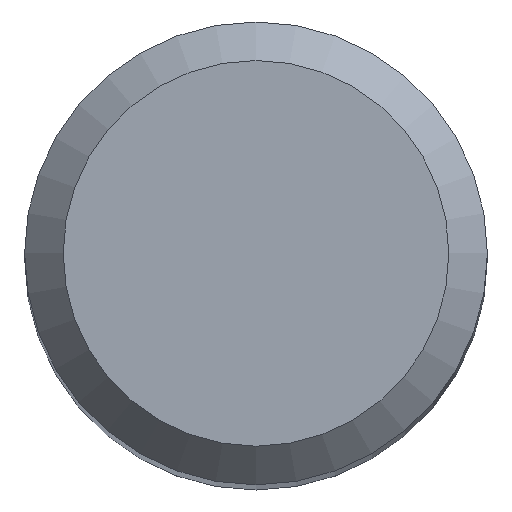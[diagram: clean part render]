
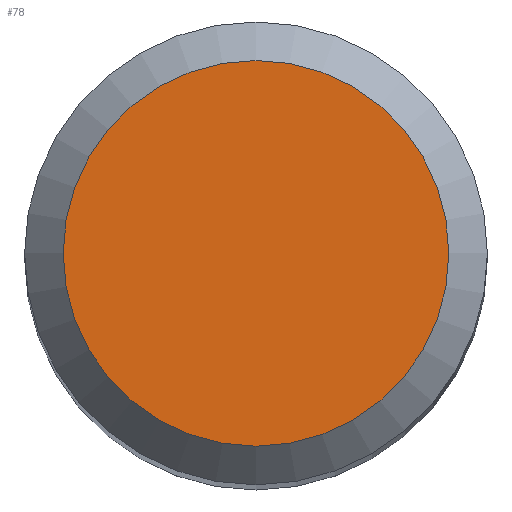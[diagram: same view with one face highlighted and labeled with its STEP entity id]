
A CAD part, top view. The second image highlights one B-rep face of the part: STEP entity #78.
In plain terms, the highlighted planar face has unit normal (0, 0, 1).
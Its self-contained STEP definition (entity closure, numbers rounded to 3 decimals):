
#61=PLANE('',#215);
#67=FACE_OUTER_BOUND('',#114,.T.);
#78=ADVANCED_FACE('',(#67),#61,.F.);
#114=EDGE_LOOP('',(#134));
#134=ORIENTED_EDGE('',*,*,#157,.F.);
#147=VERTEX_POINT('',#303);
#157=EDGE_CURVE('',#147,#147,#167,.T.);
#167=CIRCLE('',#214,2.5);
#214=AXIS2_PLACEMENT_3D('',#302,#261,#262);
#215=AXIS2_PLACEMENT_3D('',#304,#263,#264);
#261=DIRECTION('',(0.,0.,-1.));
#262=DIRECTION('',(-1.,0.,0.));
#263=DIRECTION('',(0.,0.,-1.));
#264=DIRECTION('',(1.,0.,0.));
#302=CARTESIAN_POINT('',(0.,0.,36.));
#303=CARTESIAN_POINT('',(-2.5,0.,36.));
#304=CARTESIAN_POINT('',(0.,0.,36.));
